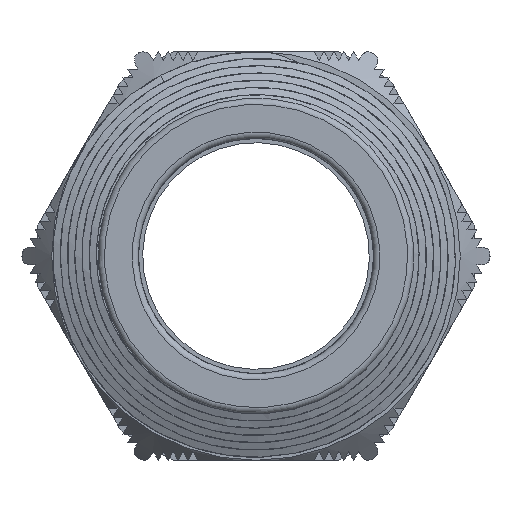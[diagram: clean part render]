
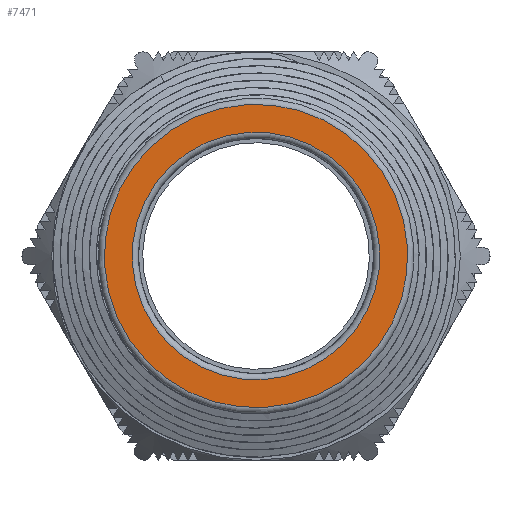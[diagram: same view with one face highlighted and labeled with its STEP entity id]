
A CAD part, left-side view. The second image highlights one B-rep face of the part: STEP entity #7471.
In plain terms, the highlighted face is planar.
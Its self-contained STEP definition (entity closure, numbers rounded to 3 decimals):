
#241=FACE_BOUND('',#2496,.T.);
#478=PLANE('',#8126);
#2056=FACE_OUTER_BOUND('',#2495,.T.);
#2495=EDGE_LOOP('',(#6967));
#2496=EDGE_LOOP('',(#6968));
#2788=CIRCLE('',#8125,10.);
#2789=CIRCLE('',#8127,12.25);
#3673=VERTEX_POINT('',#30748);
#3674=VERTEX_POINT('',#30751);
#4776=EDGE_CURVE('',#3673,#3673,#2788,.T.);
#4777=EDGE_CURVE('',#3674,#3674,#2789,.T.);
#6967=ORIENTED_EDGE('',*,*,#4777,.F.);
#6968=ORIENTED_EDGE('',*,*,#4776,.F.);
#7471=ADVANCED_FACE('',(#2056,#241),#478,.T.);
#8125=AXIS2_PLACEMENT_3D('',#30749,#9944,#9945);
#8126=AXIS2_PLACEMENT_3D('',#30750,#9946,#9947);
#8127=AXIS2_PLACEMENT_3D('',#30752,#9948,#9949);
#9944=DIRECTION('center_axis',(1.,0.,0.));
#9945=DIRECTION('ref_axis',(0.,0.,
-1.));
#9946=DIRECTION('center_axis',(1.,0.,0.));
#9947=DIRECTION('ref_axis',(0.,0.,-1.));
#9948=DIRECTION('center_axis',(-1.,0.,0.));
#9949=DIRECTION('ref_axis',(0.,0.,
-1.));
#30748=CARTESIAN_POINT('',(10.12,0.,10.));
#30749=CARTESIAN_POINT('Origin',(10.12,0.,0.));
#30750=CARTESIAN_POINT('Origin',(10.12,0.,12.75));
#30751=CARTESIAN_POINT('',(10.12,0.,12.25));
#30752=CARTESIAN_POINT('Origin',(10.12,0.,0.));
